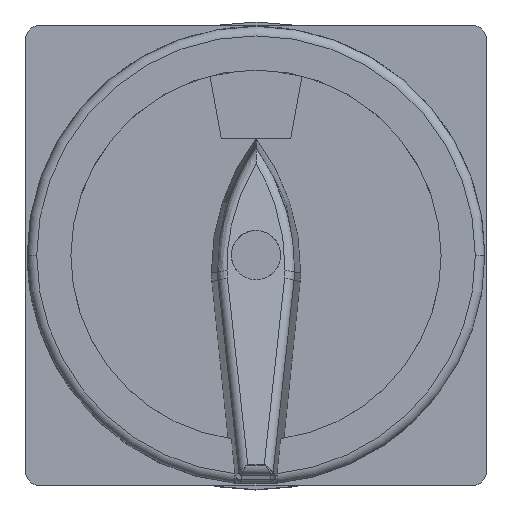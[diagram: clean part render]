
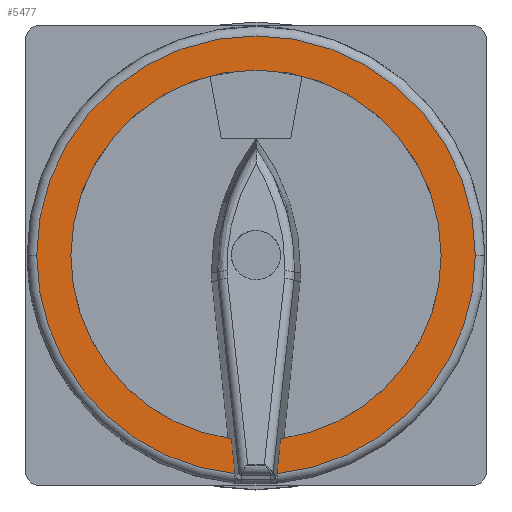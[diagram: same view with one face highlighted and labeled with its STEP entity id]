
A CAD part, top view. The second image highlights one B-rep face of the part: STEP entity #5477.
In plain terms, the highlighted planar face has unit normal (0, 0, 1).
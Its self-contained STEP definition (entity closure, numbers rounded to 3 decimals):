
#17 = AXIS2_PLACEMENT_3D ( 'NONE', #2978, #65, #3441 ) ;
#53 = AXIS2_PLACEMENT_3D ( 'NONE', #2226, #5468, #2718 ) ;
#65 = DIRECTION ( 'NONE',  ( 0., 0., 1. ) ) ;
#129 = CARTESIAN_POINT ( 'NONE',  ( 63.449, 32.495, 23.41 ) ) ;
#345 = AXIS2_PLACEMENT_3D ( 'NONE', #1033, #4411, #1524 ) ;
#366 = AXIS2_PLACEMENT_3D ( 'NONE', #4028, #2102, #5361 ) ;
#409 = ORIENTED_EDGE ( 'NONE', *, *, #2965, .T. ) ;
#428 = EDGE_CURVE ( 'NONE', #2443, #2257, #5182, .T. ) ;
#439 = LINE ( 'NONE', #5983, #1877 ) ;
#701 = EDGE_CURVE ( 'NONE', #1633, #2072, #1475, .T. ) ;
#882 = VECTOR ( 'NONE', #2176, 1000. ) ;
#961 = EDGE_CURVE ( 'NONE', #2072, #2257, #439, .T. ) ;
#1033 = CARTESIAN_POINT ( 'NONE',  ( 32.495, 32.495, 23.41 ) ) ;
#1040 = ORIENTED_EDGE ( 'NONE', *, *, #961, .T. ) ;
#1278 = ORIENTED_EDGE ( 'NONE', *, *, #428, .F. ) ;
#1398 = CARTESIAN_POINT ( 'NONE',  ( 35.459, 1.683, 23.41 ) ) ;
#1455 = DIRECTION ( 'NONE',  ( 0., 0., 1. ) ) ;
#1457 = EDGE_CURVE ( 'NONE', #4921, #4169, #5635, .T. ) ;
#1475 = CIRCLE ( 'NONE', #4377, 30.954 ) ;
#1524 = DIRECTION ( 'NONE',  ( 1., 0., 0. ) ) ;
#1616 = PLANE ( 'NONE',  #366 ) ;
#1628 = ORIENTED_EDGE ( 'NONE', *, *, #1457, .F. ) ;
#1633 = VERTEX_POINT ( 'NONE', #5478 ) ;
#1762 = DIRECTION ( 'NONE',  ( 0., 0., 1. ) ) ;
#1771 = CARTESIAN_POINT ( 'NONE',  ( 58.625, 32.495, 23.41 ) ) ;
#1877 = VECTOR ( 'NONE', #3823, 1000. ) ;
#2028 = DIRECTION ( 'NONE',  ( 0., 0., 1. ) ) ;
#2072 = VERTEX_POINT ( 'NONE', #4400 ) ;
#2077 = CIRCLE ( 'NONE', #17, 30.954 ) ;
#2102 = DIRECTION ( 'NONE',  ( 0., 0., 1. ) ) ;
#2176 = DIRECTION ( 'NONE',  ( -0.103, -0.995, 0. ) ) ;
#2177 = LINE ( 'NONE', #4102, #882 ) ;
#2226 = CARTESIAN_POINT ( 'NONE',  ( 32.495, 32.495, 23.41 ) ) ;
#2257 = VERTEX_POINT ( 'NONE', #3715 ) ;
#2443 = VERTEX_POINT ( 'NONE', #3816 ) ;
#2662 = CIRCLE ( 'NONE', #53, 30.954 ) ;
#2718 = DIRECTION ( 'NONE',  ( 1., 0., 0. ) ) ;
#2729 = EDGE_LOOP ( 'NONE', ( #2752, #409, #5204, #3321, #1040, #1278, #3904, #1628 ) ) ;
#2752 = ORIENTED_EDGE ( 'NONE', *, *, #5586, .T. ) ;
#2965 = EDGE_CURVE ( 'NONE', #4292, #4826, #2662, .T. ) ;
#2978 = CARTESIAN_POINT ( 'NONE',  ( 32.495, 32.495, 23.41 ) ) ;
#3321 = ORIENTED_EDGE ( 'NONE', *, *, #701, .T. ) ;
#3354 = CIRCLE ( 'NONE', #345, 26.13 ) ;
#3441 = DIRECTION ( 'NONE',  ( 1., 0., 0. ) ) ;
#3715 = CARTESIAN_POINT ( 'NONE',  ( 29.023, 6.597, 23.41 ) ) ;
#3722 = EDGE_CURVE ( 'NONE', #4826, #1633, #2077, .T. ) ;
#3728 = EDGE_CURVE ( 'NONE', #4169, #2443, #3354, .T. ) ;
#3816 = CARTESIAN_POINT ( 'NONE',  ( 6.365, 32.495, 23.41 ) ) ;
#3823 = DIRECTION ( 'NONE',  ( -0.103, 0.995, 0. ) ) ;
#3904 = ORIENTED_EDGE ( 'NONE', *, *, #3728, .F. ) ;
#4028 = CARTESIAN_POINT ( 'NONE',  ( 32.495, 32.495, 23.41 ) ) ;
#4102 = CARTESIAN_POINT ( 'NONE',  ( 38.578, 31.866, 23.41 ) ) ;
#4169 = VERTEX_POINT ( 'NONE', #1771 ) ;
#4292 = VERTEX_POINT ( 'NONE', #1398 ) ;
#4349 = CARTESIAN_POINT ( 'NONE',  ( 32.495, 32.495, 23.41 ) ) ;
#4367 = FACE_OUTER_BOUND ( 'NONE', #2729, .T. ) ;
#4377 = AXIS2_PLACEMENT_3D ( 'NONE', #4890, #2028, #5297 ) ;
#4400 = CARTESIAN_POINT ( 'NONE',  ( 29.531, 1.683, 23.41 ) ) ;
#4411 = DIRECTION ( 'NONE',  ( 0., 0., 1. ) ) ;
#4627 = CARTESIAN_POINT ( 'NONE',  ( 32.495, 32.495, 23.41 ) ) ;
#4815 = DIRECTION ( 'NONE',  ( 1., 0., 0. ) ) ;
#4826 = VERTEX_POINT ( 'NONE', #129 ) ;
#4890 = CARTESIAN_POINT ( 'NONE',  ( 32.495, 32.495, 23.41 ) ) ;
#4921 = VERTEX_POINT ( 'NONE', #5377 ) ;
#4958 = AXIS2_PLACEMENT_3D ( 'NONE', #4349, #1455, #4815 ) ;
#5079 = DIRECTION ( 'NONE',  ( 1., 0., 0. ) ) ;
#5097 = AXIS2_PLACEMENT_3D ( 'NONE', #4627, #1762, #5079 ) ;
#5182 = CIRCLE ( 'NONE', #5097, 26.13 ) ;
#5204 = ORIENTED_EDGE ( 'NONE', *, *, #3722, .T. ) ;
#5297 = DIRECTION ( 'NONE',  ( 1., 0., 0. ) ) ;
#5361 = DIRECTION ( 'NONE',  ( 1., 0., 0. ) ) ;
#5377 = CARTESIAN_POINT ( 'NONE',  ( 35.967, 6.597, 23.41 ) ) ;
#5468 = DIRECTION ( 'NONE',  ( 0., 0., 1. ) ) ;
#5477 = ADVANCED_FACE ( 'NONE', ( #4367 ), #1616, .T. ) ;
#5478 = CARTESIAN_POINT ( 'NONE',  ( 1.541, 32.495, 23.41 ) ) ;
#5586 = EDGE_CURVE ( 'NONE', #4921, #4292, #2177, .T. ) ;
#5635 = CIRCLE ( 'NONE', #4958, 26.13 ) ;
#5983 = CARTESIAN_POINT ( 'NONE',  ( 26.412, 31.866, 23.41 ) ) ;
